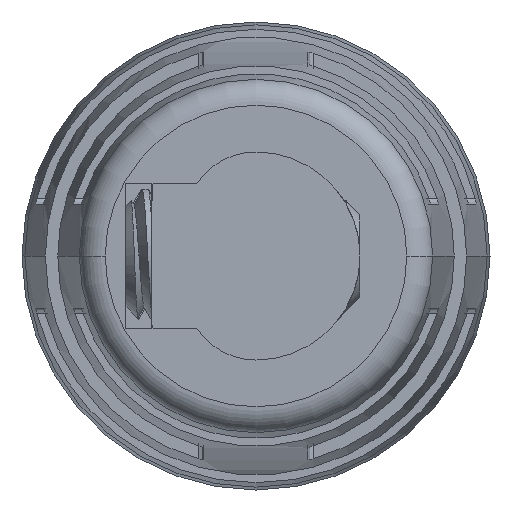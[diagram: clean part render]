
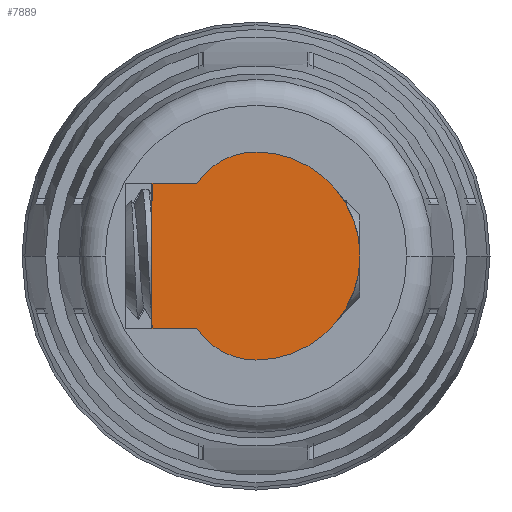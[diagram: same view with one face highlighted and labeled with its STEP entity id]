
A CAD part, left-side view. The second image highlights one B-rep face of the part: STEP entity #7889.
In plain terms, the highlighted planar face has unit normal (-1, 0, 0).
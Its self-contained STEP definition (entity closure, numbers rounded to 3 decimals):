
#1=DIRECTION('',(0.,0.,1.));
#2=VECTOR('',#1,2.8);
#3=CARTESIAN_POINT('',(-12.75,2.,-1.4));
#4=LINE('',#3,#2);
#5=CARTESIAN_POINT('',(-12.75,0.,0.62));
#6=DIRECTION('',(1.,0.,0.));
#7=DIRECTION('',(0.,0.825,0.565));
#8=AXIS2_PLACEMENT_3D('',#5,#6,#7);
#10=CARTESIAN_POINT('',(-12.75,0.,0.));
#11=DIRECTION('',(1.,0.,0.));
#12=DIRECTION('',(0.,0.,1.));
#13=AXIS2_PLACEMENT_3D('',#10,#11,#12);
#15=CARTESIAN_POINT('',(-12.75,0.,-0.62));
#16=DIRECTION('',(1.,0.,0.));
#17=DIRECTION('',(0.,0.,-1.));
#18=AXIS2_PLACEMENT_3D('',#15,#16,#17);
#114=DIRECTION('',(0.,-1.,0.));
#115=VECTOR('',#114,0.862);
#116=CARTESIAN_POINT('',(-12.75,2.,-1.4));
#117=LINE('',#116,#115);
#216=DIRECTION('',(0.,1.,0.));
#217=VECTOR('',#216,0.862);
#218=CARTESIAN_POINT('',(-12.75,1.138,1.4));
#219=LINE('',#218,#217);
#7329=CARTESIAN_POINT('',(-12.75,2.,-1.4));
#7330=CARTESIAN_POINT('',(-12.75,2.,1.4));
#7331=VERTEX_POINT('',#7329);
#7332=VERTEX_POINT('',#7330);
#7333=CARTESIAN_POINT('',(-12.75,1.138,1.4));
#7334=VERTEX_POINT('',#7333);
#7335=CARTESIAN_POINT('',(-12.75,0.,2.));
#7336=VERTEX_POINT('',#7335);
#7337=CARTESIAN_POINT('',(-12.75,0.,-2.));
#7338=VERTEX_POINT('',#7337);
#7339=CARTESIAN_POINT('',(-12.75,1.138,-1.4));
#7340=VERTEX_POINT('',#7339);
#7870=CARTESIAN_POINT('',(-12.75,0.,0.));
#7871=DIRECTION('',(1.,0.,0.));
#7872=DIRECTION('',(0.,0.,-1.));
#7873=AXIS2_PLACEMENT_3D('',#7870,#7871,#7872);
#7874=PLANE('',#7873);
#7876=ORIENTED_EDGE('',*,*,#7875,.T.);
#7878=ORIENTED_EDGE('',*,*,#7877,.F.);
#7880=ORIENTED_EDGE('',*,*,#7879,.T.);
#7882=ORIENTED_EDGE('',*,*,#7881,.T.);
#7884=ORIENTED_EDGE('',*,*,#7883,.T.);
#7886=ORIENTED_EDGE('',*,*,#7885,.F.);
#7887=EDGE_LOOP('',(#7876,#7878,#7880,#7882,#7884,#7886));
#7888=FACE_OUTER_BOUND('',#7887,.F.);
#7889=ADVANCED_FACE('',(#7888),#7874,.F.);
#9=CIRCLE('',#8,1.38);
#14=CIRCLE('',#13,2.);
#19=CIRCLE('',#18,1.38);
#7875=EDGE_CURVE('',#7331,#7332,#4,.T.);
#7877=EDGE_CURVE('',#7334,#7332,#219,.T.);
#7879=EDGE_CURVE('',#7334,#7336,#9,.T.);
#7881=EDGE_CURVE('',#7336,#7338,#14,.T.);
#7883=EDGE_CURVE('',#7338,#7340,#19,.T.);
#7885=EDGE_CURVE('',#7331,#7340,#117,.T.);
